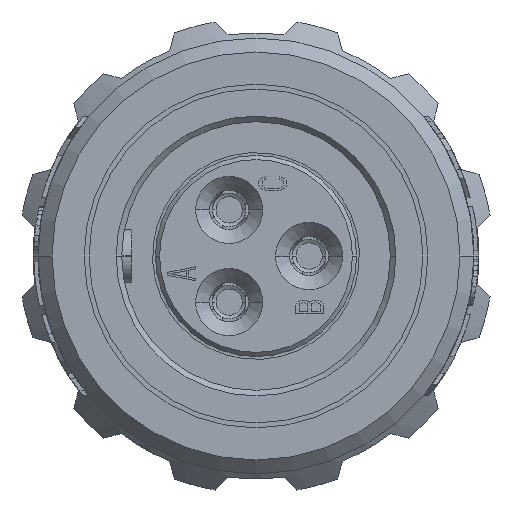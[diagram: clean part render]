
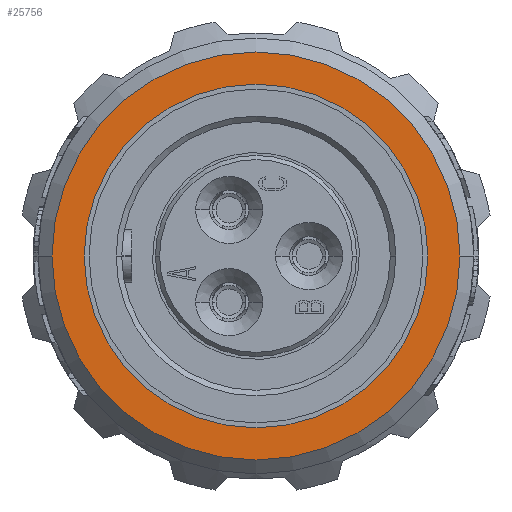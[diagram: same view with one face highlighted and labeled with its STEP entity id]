
A CAD part, left-side view. The second image highlights one B-rep face of the part: STEP entity #25756.
In plain terms, the highlighted planar face has unit normal (-1, 0, 0).
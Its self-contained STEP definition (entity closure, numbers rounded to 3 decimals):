
#6271=CARTESIAN_POINT('',(-18.,0.,0.));
#6272=DIRECTION('',(-1.,0.,0.));
#6273=DIRECTION('',(0.,1.,0.));
#6274=AXIS2_PLACEMENT_3D('',#6271,#6272,#6273);
#6289=CARTESIAN_POINT('',(-18.,0.,0.));
#6290=DIRECTION('',(-1.,0.,0.));
#6291=DIRECTION('',(0.,1.,0.));
#6292=AXIS2_PLACEMENT_3D('',#6289,#6290,#6291);
#6294=CARTESIAN_POINT('',(-18.,0.,0.));
#6295=DIRECTION('',(-1.,0.,0.));
#6296=DIRECTION('',(0.,-1.,0.));
#6297=AXIS2_PLACEMENT_3D('',#6294,#6295,#6296);
#6299=CARTESIAN_POINT('',(-18.,0.,0.));
#6300=DIRECTION('',(1.,0.,0.));
#6301=DIRECTION('',(0.,1.,0.));
#6302=AXIS2_PLACEMENT_3D('',#6299,#6300,#6301);
#16064=CARTESIAN_POINT('',(-18.,7.3,0.));
#16065=CARTESIAN_POINT('',(-18.,-7.3,0.));
#16066=VERTEX_POINT('',#16064);
#16067=VERTEX_POINT('',#16065);
#16076=CARTESIAN_POINT('',(-18.,6.15,0.));
#16077=CARTESIAN_POINT('',(-18.,-6.15,0.));
#16078=VERTEX_POINT('',#16076);
#16079=VERTEX_POINT('',#16077);
#25740=CARTESIAN_POINT('',(-18.,0.,0.));
#25741=DIRECTION('',(1.,0.,0.));
#25742=DIRECTION('',(0.,-1.,0.));
#25743=AXIS2_PLACEMENT_3D('',#25740,#25741,#25742);
#25744=PLANE('371',#25743);
#25745=ORIENTED_EDGE('1582',*,*,#25723,.F.);
#25747=ORIENTED_EDGE('1580',*,*,#25746,.T.);
#25748=EDGE_LOOP('371',(#25745,#25747));
#25749=FACE_OUTER_BOUND('371',#25748,.F.);
#25751=ORIENTED_EDGE('1604',*,*,#25750,.T.);
#25753=ORIENTED_EDGE('1605',*,*,#25752,.T.);
#25754=EDGE_LOOP('371',(#25751,#25753));
#25755=FACE_BOUND('371',#25754,.F.);
#6275=CIRCLE('1582',#6274,7.3);
#6293=CIRCLE('1604',#6292,6.15);
#6298=CIRCLE('1605',#6297,6.15);
#6303=CIRCLE('1580',#6302,7.3);
#25723=EDGE_CURVE('1582',#16066,#16067,#6275,.T.);
#25746=EDGE_CURVE('1580',#16066,#16067,#6303,.T.);
#25750=EDGE_CURVE('1604',#16078,#16079,#6293,.T.);
#25752=EDGE_CURVE('1605',#16079,#16078,#6298,.T.);
#25756=ADVANCED_FACE('371',(#25749,#25755),#25744,.F.);
